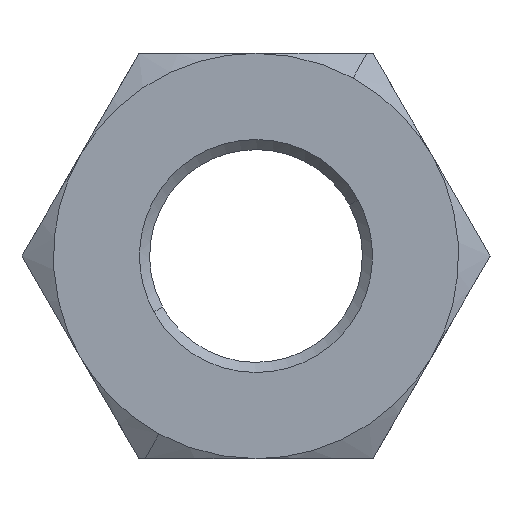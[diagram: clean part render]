
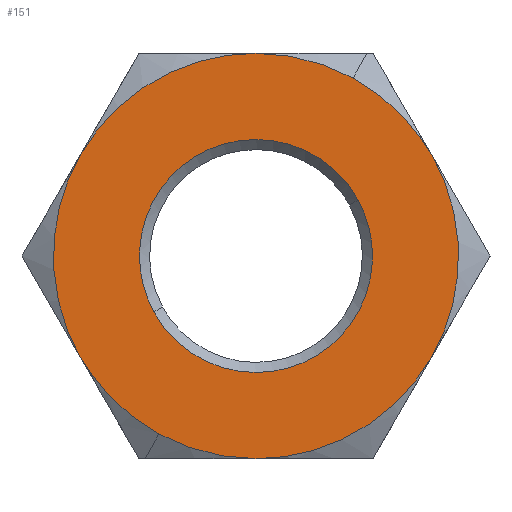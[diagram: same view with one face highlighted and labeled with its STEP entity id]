
A CAD part, front view. The second image highlights one B-rep face of the part: STEP entity #151.
In plain terms, the highlighted planar face has unit normal (0, -1, 0).
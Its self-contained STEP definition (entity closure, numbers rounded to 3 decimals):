
#11=FACE_BOUND('',#212,.T.);
#21=(
BOUNDED_CURVE()
B_SPLINE_CURVE(2,(#1121,#1122,#1123),.UNSPECIFIED.,.F.,.F.)
B_SPLINE_CURVE_WITH_KNOTS((3,3),(0.,2.189),.UNSPECIFIED.)
CURVE()
GEOMETRIC_REPRESENTATION_ITEM()
RATIONAL_B_SPLINE_CURVE((1.,0.963,1.))
REPRESENTATION_ITEM('')
);
#22=(
BOUNDED_CURVE()
B_SPLINE_CURVE(2,(#1124,#1125,#1126),.UNSPECIFIED.,.F.,.F.)
B_SPLINE_CURVE_WITH_KNOTS((3,3),(0.,2.189),.UNSPECIFIED.)
CURVE()
GEOMETRIC_REPRESENTATION_ITEM()
RATIONAL_B_SPLINE_CURVE((1.,0.963,1.))
REPRESENTATION_ITEM('')
);
#23=(
BOUNDED_CURVE()
B_SPLINE_CURVE(2,(#1127,#1128,#1129),.UNSPECIFIED.,.F.,.F.)
B_SPLINE_CURVE_WITH_KNOTS((3,3),(0.,2.),.UNSPECIFIED.)
CURVE()
GEOMETRIC_REPRESENTATION_ITEM()
RATIONAL_B_SPLINE_CURVE((1.,0.969,1.))
REPRESENTATION_ITEM('')
);
#24=(
BOUNDED_CURVE()
B_SPLINE_CURVE(2,(#1130,#1131,#1132),.UNSPECIFIED.,.F.,.F.)
B_SPLINE_CURVE_WITH_KNOTS((3,3),(0.,4.189),.UNSPECIFIED.)
CURVE()
GEOMETRIC_REPRESENTATION_ITEM()
RATIONAL_B_SPLINE_CURVE((1.,0.866,1.))
REPRESENTATION_ITEM('')
);
#25=(
BOUNDED_CURVE()
B_SPLINE_CURVE(2,(#1133,#1134,#1135),.UNSPECIFIED.,.F.,.F.)
B_SPLINE_CURVE_WITH_KNOTS((3,3),(0.,4.189),.UNSPECIFIED.)
CURVE()
GEOMETRIC_REPRESENTATION_ITEM()
RATIONAL_B_SPLINE_CURVE((1.,0.866,1.))
REPRESENTATION_ITEM('')
);
#26=(
BOUNDED_CURVE()
B_SPLINE_CURVE(2,(#1136,#1137,#1138),.UNSPECIFIED.,.F.,.F.)
B_SPLINE_CURVE_WITH_KNOTS((3,3),(0.,2.),.UNSPECIFIED.)
CURVE()
GEOMETRIC_REPRESENTATION_ITEM()
RATIONAL_B_SPLINE_CURVE((1.,0.969,1.))
REPRESENTATION_ITEM('')
);
#27=(
BOUNDED_CURVE()
B_SPLINE_CURVE(2,(#1139,#1140,#1141),.UNSPECIFIED.,.F.,.F.)
B_SPLINE_CURVE_WITH_KNOTS((3,3),(0.,4.189),.UNSPECIFIED.)
CURVE()
GEOMETRIC_REPRESENTATION_ITEM()
RATIONAL_B_SPLINE_CURVE((1.,0.866,1.))
REPRESENTATION_ITEM('')
);
#28=(
BOUNDED_CURVE()
B_SPLINE_CURVE(2,(#1142,#1143,#1144),.UNSPECIFIED.,.F.,.F.)
B_SPLINE_CURVE_WITH_KNOTS((3,3),(0.,4.189),.UNSPECIFIED.)
CURVE()
GEOMETRIC_REPRESENTATION_ITEM()
RATIONAL_B_SPLINE_CURVE((1.,0.866,1.))
REPRESENTATION_ITEM('')
);
#29=(
BOUNDED_CURVE()
B_SPLINE_CURVE(2,(#1145,#1146,#1147,#1148,#1149),.UNSPECIFIED.,.F.,.F.)
B_SPLINE_CURVE_WITH_KNOTS((3,2,3),(-7.226,-3.613,
0.),.UNSPECIFIED.)
CURVE()
GEOMETRIC_REPRESENTATION_ITEM()
RATIONAL_B_SPLINE_CURVE((1.,0.707,1.,0.707,1.))
REPRESENTATION_ITEM('')
);
#30=(
BOUNDED_CURVE()
B_SPLINE_CURVE(2,(#1150,#1151,#1152,#1153,#1154),.UNSPECIFIED.,.F.,.F.)
B_SPLINE_CURVE_WITH_KNOTS((3,2,3),(-7.226,-3.613,0.),
 .UNSPECIFIED.)
CURVE()
GEOMETRIC_REPRESENTATION_ITEM()
RATIONAL_B_SPLINE_CURVE((1.,0.707,1.,0.707,1.))
REPRESENTATION_ITEM('')
);
#151=ADVANCED_FACE('',(#181,#11),#735,.T.);
#181=FACE_OUTER_BOUND('',#211,.T.);
#211=EDGE_LOOP('',(#272,#273,#274,#275,#276,#277,#278,#279));
#212=EDGE_LOOP('',(#280,#281));
#272=ORIENTED_EDGE('',*,*,#410,.F.);
#273=ORIENTED_EDGE('',*,*,#411,.F.);
#274=ORIENTED_EDGE('',*,*,#412,.F.);
#275=ORIENTED_EDGE('',*,*,#408,.F.);
#276=ORIENTED_EDGE('',*,*,#413,.F.);
#277=ORIENTED_EDGE('',*,*,#415,.F.);
#278=ORIENTED_EDGE('',*,*,#414,.F.);
#279=ORIENTED_EDGE('',*,*,#409,.F.);
#280=ORIENTED_EDGE('',*,*,#416,.F.);
#281=ORIENTED_EDGE('',*,*,#417,.F.);
#408=EDGE_CURVE('',#635,#634,#21,.T.);
#409=EDGE_CURVE('',#636,#637,#22,.T.);
#410=EDGE_CURVE('',#638,#636,#23,.T.);
#411=EDGE_CURVE('',#639,#638,#24,.T.);
#412=EDGE_CURVE('',#634,#639,#25,.T.);
#413=EDGE_CURVE('',#633,#635,#26,.T.);
#414=EDGE_CURVE('',#637,#632,#27,.T.);
#415=EDGE_CURVE('',#632,#633,#28,.T.);
#416=EDGE_CURVE('',#640,#641,#29,.T.);
#417=EDGE_CURVE('',#641,#640,#30,.T.);
#632=VERTEX_POINT('',#1111);
#633=VERTEX_POINT('',#1112);
#634=VERTEX_POINT('',#1113);
#635=VERTEX_POINT('',#1114);
#636=VERTEX_POINT('',#1115);
#637=VERTEX_POINT('',#1116);
#638=VERTEX_POINT('',#1117);
#639=VERTEX_POINT('',#1118);
#640=VERTEX_POINT('',#1119);
#641=VERTEX_POINT('',#1120);
#735=PLANE('',#831);
#831=AXIS2_PLACEMENT_3D('',#1110,#842,$);
#842=DIRECTION('',(0.,-1.,0.));
#1110=CARTESIAN_POINT('',(5.603,0.,-4.86));
#1111=CARTESIAN_POINT('',(3.464,0.,-2.));
#1112=CARTESIAN_POINT('',(0.,0.,-4.));
#1113=CARTESIAN_POINT('',(-3.464,0.,-2.));
#1114=CARTESIAN_POINT('',(-1.918,0.,-3.51));
#1115=CARTESIAN_POINT('',(1.918,0.,3.51));
#1116=CARTESIAN_POINT('',(3.464,0.,2.));
#1117=CARTESIAN_POINT('',(0.,0.,4.));
#1118=CARTESIAN_POINT('',(-3.464,0.,2.));
#1119=CARTESIAN_POINT('',(-2.018,0.,-1.103));
#1120=CARTESIAN_POINT('',(2.018,0.,1.103));
#1121=CARTESIAN_POINT('',(-1.918,0.,-3.51));
#1122=CARTESIAN_POINT('',(-2.903,0.,-2.972));
#1123=CARTESIAN_POINT('',(-3.464,0.,-2.));
#1124=CARTESIAN_POINT('',(1.918,0.,3.51));
#1125=CARTESIAN_POINT('',(2.903,0.,2.972));
#1126=CARTESIAN_POINT('',(3.464,0.,2.));
#1127=CARTESIAN_POINT('',(0.,0.,4.));
#1128=CARTESIAN_POINT('',(1.021,0.,4.));
#1129=CARTESIAN_POINT('',(1.918,0.,3.51));
#1130=CARTESIAN_POINT('',(-3.464,0.,2.));
#1131=CARTESIAN_POINT('',(-2.309,0.,4.));
#1132=CARTESIAN_POINT('',(0.,0.,4.));
#1133=CARTESIAN_POINT('',(-3.464,0.,-2.));
#1134=CARTESIAN_POINT('',(-4.619,0.,0.));
#1135=CARTESIAN_POINT('',(-3.464,0.,2.));
#1136=CARTESIAN_POINT('',(0.,0.,-4.));
#1137=CARTESIAN_POINT('',(-1.021,0.,-4.));
#1138=CARTESIAN_POINT('',(-1.918,0.,-3.51));
#1139=CARTESIAN_POINT('',(3.464,0.,2.));
#1140=CARTESIAN_POINT('',(4.619,0.,0.));
#1141=CARTESIAN_POINT('',(3.464,0.,-2.));
#1142=CARTESIAN_POINT('',(3.464,0.,-2.));
#1143=CARTESIAN_POINT('',(2.309,0.,-4.));
#1144=CARTESIAN_POINT('',(0.,0.,-4.));
#1145=CARTESIAN_POINT('',(-2.018,0.,-1.103));
#1146=CARTESIAN_POINT('',(-0.916,0.,-3.121));
#1147=CARTESIAN_POINT('',(1.103,0.,-2.018));
#1148=CARTESIAN_POINT('',(3.121,0.,-0.916));
#1149=CARTESIAN_POINT('',(2.018,0.,1.103));
#1150=CARTESIAN_POINT('',(2.018,0.,1.103));
#1151=CARTESIAN_POINT('',(0.916,0.,3.121));
#1152=CARTESIAN_POINT('',(-1.103,0.,2.018));
#1153=CARTESIAN_POINT('',(-3.121,0.,0.916));
#1154=CARTESIAN_POINT('',(-2.018,0.,-1.103));
